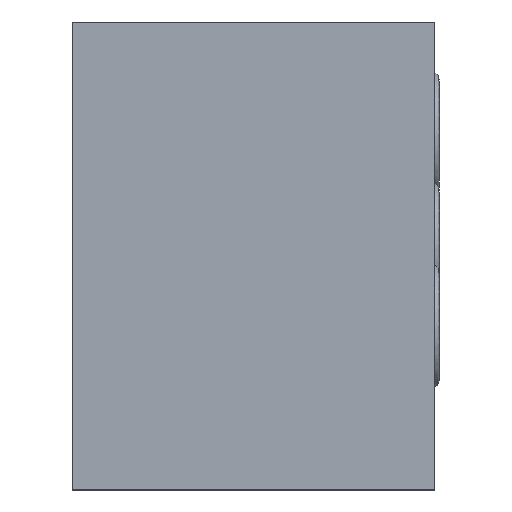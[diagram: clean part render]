
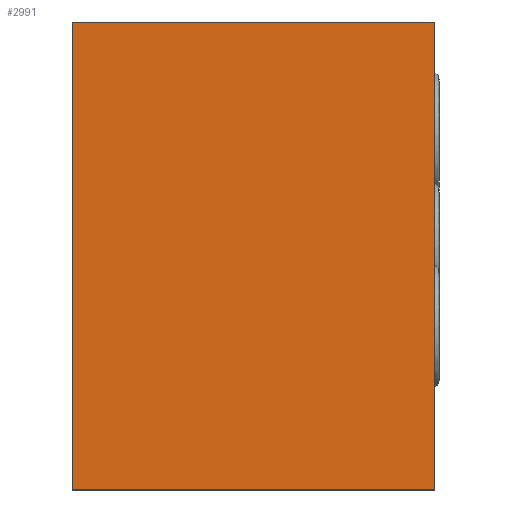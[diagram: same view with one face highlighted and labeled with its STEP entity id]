
A CAD part, top view. The second image highlights one B-rep face of the part: STEP entity #2991.
In plain terms, the highlighted planar face has unit normal (0, 0, 1).
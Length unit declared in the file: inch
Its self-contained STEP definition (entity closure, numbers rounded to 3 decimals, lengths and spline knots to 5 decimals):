
#1124=DIRECTION('',(0.,-1.,0.));
#1125=VECTOR('',#1124,2.5);
#1126=CARTESIAN_POINT('',(0.,0.,4.));
#1127=LINE('',#1126,#1125);
#1128=DIRECTION('',(-1.,0.,0.));
#1129=VECTOR('',#1128,1.938);
#1130=CARTESIAN_POINT('',(1.938,0.,4.));
#1131=LINE('',#1130,#1129);
#1132=DIRECTION('',(0.,1.,0.));
#1133=VECTOR('',#1132,2.5);
#1134=CARTESIAN_POINT('',(1.938,-2.5,4.));
#1135=LINE('',#1134,#1133);
#1136=DIRECTION('',(1.,0.,0.));
#1137=VECTOR('',#1136,1.938);
#1138=CARTESIAN_POINT('',(0.,-2.5,4.));
#1139=LINE('',#1138,#1137);
#1828=CARTESIAN_POINT('',(0.,0.,4.));
#1829=CARTESIAN_POINT('',(0.,-2.5,4.));
#1830=VERTEX_POINT('',#1828);
#1831=VERTEX_POINT('',#1829);
#1832=CARTESIAN_POINT('',(1.938,-2.5,4.));
#1833=VERTEX_POINT('',#1832);
#1834=CARTESIAN_POINT('',(1.938,0.,4.));
#1835=VERTEX_POINT('',#1834);
#2979=CARTESIAN_POINT('',(0.,0.,4.));
#2980=DIRECTION('',(0.,0.,1.));
#2981=DIRECTION('',(1.,0.,0.));
#2982=AXIS2_PLACEMENT_3D('',#2979,#2980,#2981);
#2983=PLANE('',#2982);
#2984=ORIENTED_EDGE('',*,*,#2906,.F.);
#2985=ORIENTED_EDGE('',*,*,#2973,.F.);
#2986=ORIENTED_EDGE('',*,*,#2589,.F.);
#2988=ORIENTED_EDGE('',*,*,#2987,.F.);
#2989=EDGE_LOOP('',(#2984,#2985,#2986,#2988));
#2990=FACE_OUTER_BOUND('',#2989,.F.);
#2991=ADVANCED_FACE('',(#2990),#2983,.T.);
#2589=EDGE_CURVE('',#1833,#1835,#1135,.T.);
#2906=EDGE_CURVE('',#1830,#1831,#1127,.T.);
#2973=EDGE_CURVE('',#1835,#1830,#1131,.T.);
#2987=EDGE_CURVE('',#1831,#1833,#1139,.T.);
